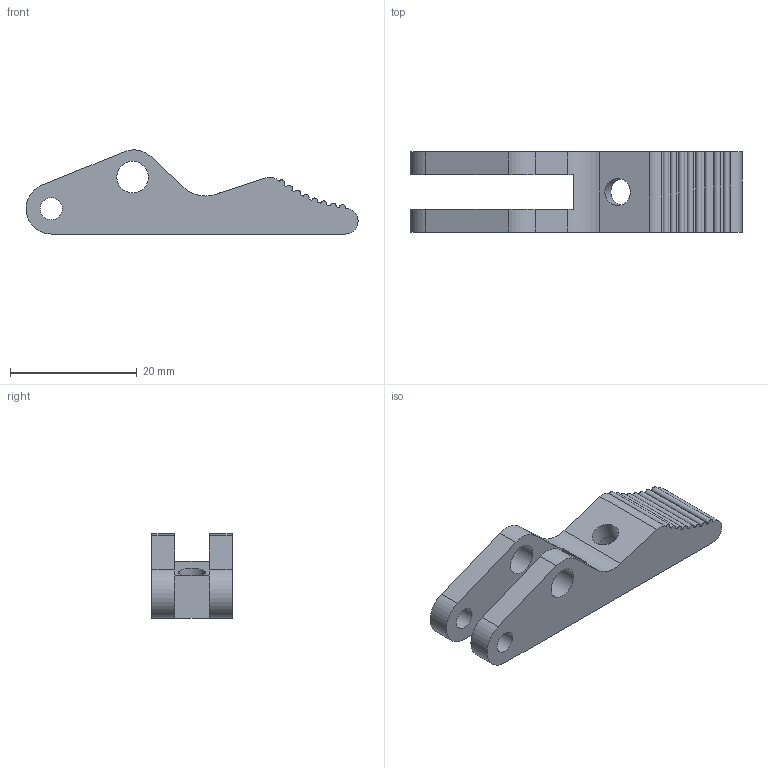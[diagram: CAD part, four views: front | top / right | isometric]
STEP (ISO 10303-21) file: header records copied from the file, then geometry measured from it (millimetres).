
FILE_DESCRIPTION(('FreeCAD Model'),'2;1');
FILE_NAME('idler_block_rev_b.step','2017-07-18T07:41:45',('Author'),(''), 'Open CASCADE STEP processor 6.9','FreeCAD','Unknown');
FILE_SCHEMA(('AUTOMOTIVE_DESIGN_CC2 { 1 2 10303 214 -1 1 5 4 }'));
Length unit declared in the file: millimetre
Products named in the file (1): Pocket003
Bounding box: 52.47 x 12.7 x 13.3 mm (x, y, z)
Volume: 3664.3 mm3; surface area: 2818.3 mm2
Topology: 1 solids, 1 shells, 44 faces, 139 edges, 98 vertices
Faces by surface type: cylinder 31, plane 13
Full cylindrical faces by diameter (mm): 3.5 x2, 4.25 x1, 5 x2, 6.5 x1
Entity records: 3562 total; most frequent: CARTESIAN_POINT 831, DIRECTION 522, ORIENTED_EDGE 278, PCURVE 278, DEFINITIONAL_REPRESENTATION 278, LINE 230, VECTOR 230, EDGE_CURVE 139
